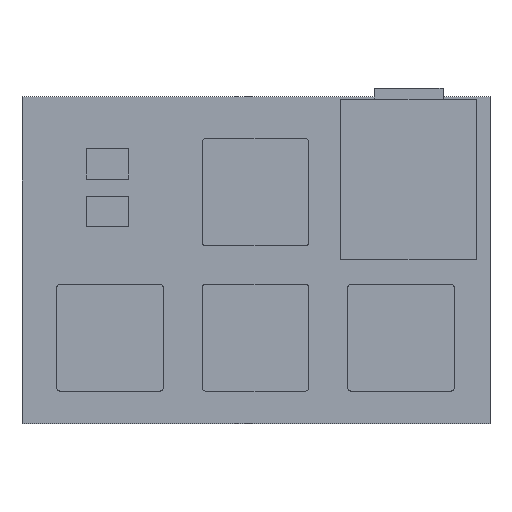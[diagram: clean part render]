
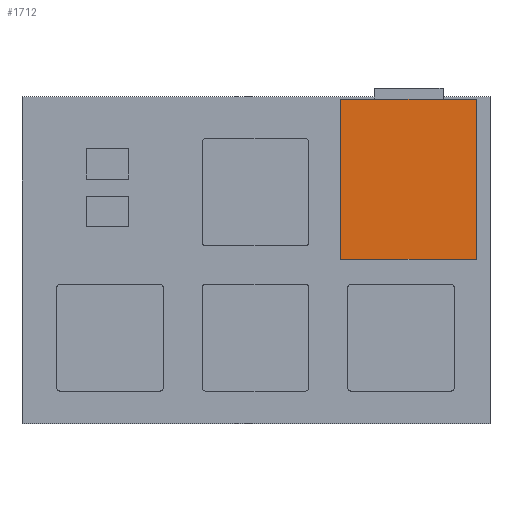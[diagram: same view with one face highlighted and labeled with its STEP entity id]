
A CAD part, top view. The second image highlights one B-rep face of the part: STEP entity #1712.
In plain terms, the highlighted planar face has unit normal (0, 0, 1).
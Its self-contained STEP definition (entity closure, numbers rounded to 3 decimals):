
#136=FACE_OUTER_BOUND('',#235,.T.);
#235=EDGE_LOOP('',(#1153,#1154,#1155,#1156));
#343=LINE('',#2513,#531);
#347=LINE('',#2520,#535);
#349=LINE('',#2525,#537);
#352=LINE('',#2529,#540);
#531=VECTOR('',#1995,10.);
#535=VECTOR('',#2001,10.);
#537=VECTOR('',#2005,10.);
#540=VECTOR('',#2010,10.);
#719=VERTEX_POINT('',#2510);
#720=VERTEX_POINT('',#2512);
#722=VERTEX_POINT('',#2518);
#724=VERTEX_POINT('',#2524);
#887=EDGE_CURVE('',#720,#719,#343,.T.);
#891=EDGE_CURVE('',#719,#722,#347,.T.);
#893=EDGE_CURVE('',#724,#720,#349,.T.);
#896=EDGE_CURVE('',#722,#724,#352,.T.);
#1153=ORIENTED_EDGE('',*,*,#891,.T.);
#1154=ORIENTED_EDGE('',*,*,#896,.T.);
#1155=ORIENTED_EDGE('',*,*,#893,.T.);
#1156=ORIENTED_EDGE('',*,*,#887,.T.);
#1645=PLANE('',#1830);
#1712=ADVANCED_FACE('',(#136),#1645,.T.);
#1830=AXIS2_PLACEMENT_3D('',#2530,#2011,#2012);
#1995=DIRECTION('',(0.,1.,0.));
#2001=DIRECTION('',(-1.,0.,0.));
#2005=DIRECTION('',(1.,0.,0.));
#2010=DIRECTION('',(0.,-1.,0.));
#2011=DIRECTION('center_axis',(0.,0.,1.));
#2012=DIRECTION('ref_axis',(1.,0.,0.));
#2510=CARTESIAN_POINT('',(57.495,-35.439,5.));
#2512=CARTESIAN_POINT('',(57.495,-56.394,5.));
#2513=CARTESIAN_POINT('',(57.495,-35.439,5.));
#2518=CARTESIAN_POINT('',(39.715,-35.439,5.));
#2520=CARTESIAN_POINT('',(39.715,-35.439,5.));
#2524=CARTESIAN_POINT('',(39.715,-56.394,5.));
#2525=CARTESIAN_POINT('',(57.495,-56.394,5.));
#2529=CARTESIAN_POINT('',(39.715,-56.394,5.));
#2530=CARTESIAN_POINT('Origin',(48.605,-45.917,5.));
